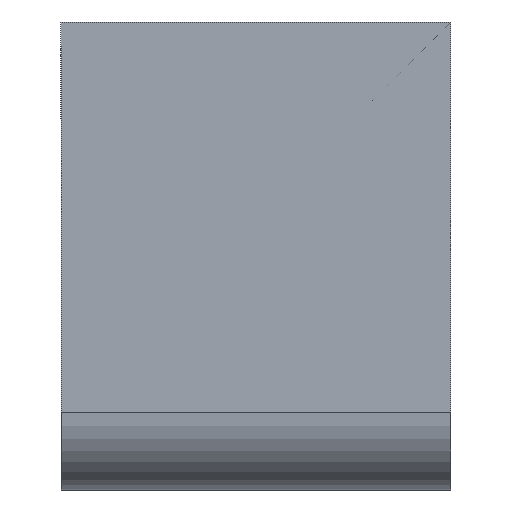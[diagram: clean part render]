
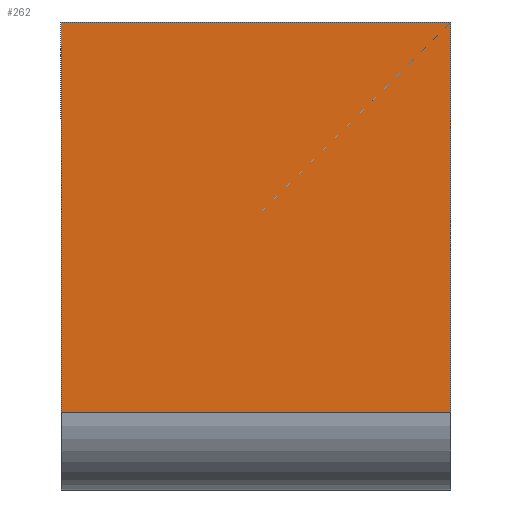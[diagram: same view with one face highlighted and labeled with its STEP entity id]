
A CAD part, front view. The second image highlights one B-rep face of the part: STEP entity #262.
In plain terms, the highlighted planar face has unit normal (0, -1, 0).
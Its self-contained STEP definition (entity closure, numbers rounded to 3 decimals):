
#22=PLANE('',#311);
#36=FACE_OUTER_BOUND('',#50,.T.);
#50=EDGE_LOOP('',(#239,#240,#241,#242));
#52=LINE('',#399,#76);
#58=LINE('',#421,#82);
#63=LINE('',#435,#87);
#74=LINE('',#463,#98);
#76=VECTOR('',#321,10.);
#82=VECTOR('',#339,10.);
#87=VECTOR('',#354,10.);
#98=VECTOR('',#387,10.);
#111=VERTEX_POINT('',#392);
#114=VERTEX_POINT('',#397);
#124=VERTEX_POINT('',#419);
#128=VERTEX_POINT('',#433);
#138=EDGE_CURVE('',#114,#111,#52,.T.);
#149=EDGE_CURVE('',#124,#114,#58,.T.);
#156=EDGE_CURVE('',#128,#124,#63,.T.);
#170=EDGE_CURVE('',#111,#128,#74,.T.);
#239=ORIENTED_EDGE('',*,*,#138,.F.);
#240=ORIENTED_EDGE('',*,*,#149,.F.);
#241=ORIENTED_EDGE('',*,*,#156,.F.);
#242=ORIENTED_EDGE('',*,*,#170,.F.);
#262=ADVANCED_FACE('',(#36),#22,.F.);
#311=AXIS2_PLACEMENT_3D('',#464,#388,#389);
#321=DIRECTION('',(-1.,0.,0.));
#339=DIRECTION('',(0.,0.,-1.));
#354=DIRECTION('',(1.,0.,0.));
#387=DIRECTION('',(0.,0.,1.));
#388=DIRECTION('center_axis',(0.,1.,0.));
#389=DIRECTION('ref_axis',(0.,0.,1.));
#392=CARTESIAN_POINT('',(0.,0.,-10.));
#397=CARTESIAN_POINT('',(10.,0.,-10.));
#399=CARTESIAN_POINT('',(7.5,0.,-10.));
#419=CARTESIAN_POINT('',(10.,0.,0.));
#421=CARTESIAN_POINT('',(10.,0.,0.));
#433=CARTESIAN_POINT('',(0.,0.,0.));
#435=CARTESIAN_POINT('',(0.,0.,0.));
#463=CARTESIAN_POINT('',(0.,0.,-12.));
#464=CARTESIAN_POINT('Origin',(5.,0.,-6.));
